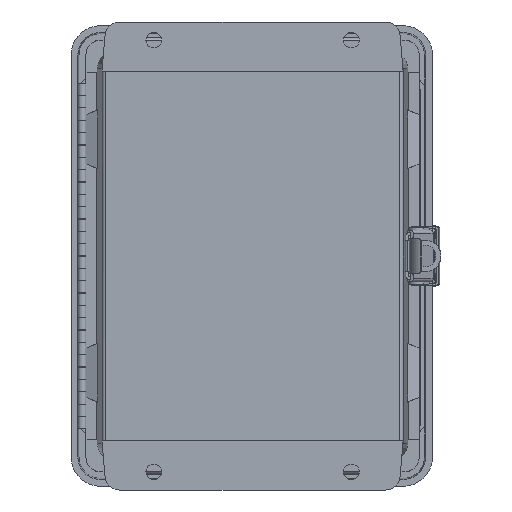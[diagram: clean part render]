
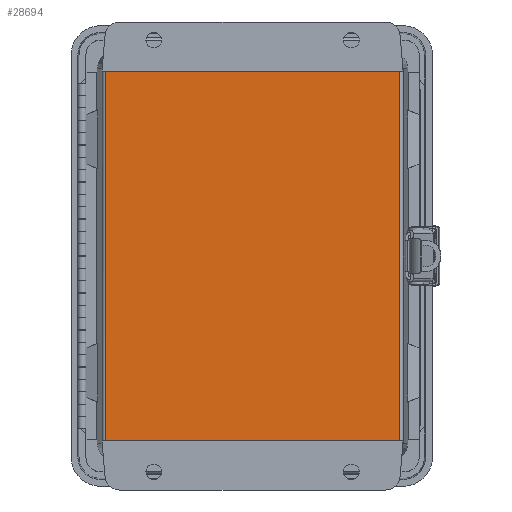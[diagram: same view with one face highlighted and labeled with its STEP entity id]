
A CAD part, front view. The second image highlights one B-rep face of the part: STEP entity #28694.
In plain terms, the highlighted planar face has unit normal (0, -1, 0).
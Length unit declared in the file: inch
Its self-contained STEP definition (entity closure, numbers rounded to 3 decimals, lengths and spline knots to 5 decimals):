
#515 = EDGE_CURVE ( 'NONE', #12529, #11561, #29567, .T. ) ;
#608 = CARTESIAN_POINT ( 'NONE',  ( -2.97931, 0., 3.74249 ) ) ;
#2631 = DIRECTION ( 'NONE',  ( 0., -1., 0. ) ) ;
#3725 = DIRECTION ( 'NONE',  ( 1., 0., 0. ) ) ;
#9964 = CARTESIAN_POINT ( 'NONE',  ( 2.97931, 0., -3.74249 ) ) ;
#10506 = FACE_OUTER_BOUND ( 'NONE', #29775, .T. ) ;
#10507 = CARTESIAN_POINT ( 'NONE',  ( -2.7975, 0., -3.798 ) ) ;
#10523 = AXIS2_PLACEMENT_3D ( 'NONE', #10507, #2631, #21052 ) ;
#11112 = CARTESIAN_POINT ( 'NONE',  ( -2.7975, 0., 3.74249 ) ) ;
#11243 = DIRECTION ( 'NONE',  ( -1., 0., 0. ) ) ;
#11561 = VERTEX_POINT ( 'NONE', #17111 ) ;
#11778 = ORIENTED_EDGE ( 'NONE', *, *, #16288, .F. ) ;
#12529 = VERTEX_POINT ( 'NONE', #9964 ) ;
#13475 = DIRECTION ( 'NONE',  ( 0., 0., 1. ) ) ;
#14340 = EDGE_CURVE ( 'NONE', #15764, #15030, #31473, .T. ) ;
#15030 = VERTEX_POINT ( 'NONE', #25366 ) ;
#15764 = VERTEX_POINT ( 'NONE', #608 ) ;
#15847 = ORIENTED_EDGE ( 'NONE', *, *, #26252, .F. ) ;
#16288 = EDGE_CURVE ( 'NONE', #15764, #11561, #27591, .T. ) ;
#17111 = CARTESIAN_POINT ( 'NONE',  ( 2.97931, 0., 3.74249 ) ) ;
#21052 = DIRECTION ( 'NONE',  ( 0., 0., -1. ) ) ;
#21245 = CARTESIAN_POINT ( 'NONE',  ( 2.97931, 0., 3.798 ) ) ;
#22570 = DIRECTION ( 'NONE',  ( 0., 0., -1. ) ) ;
#24514 = VECTOR ( 'NONE', #22570, 39.37008 ) ;
#24924 = ORIENTED_EDGE ( 'NONE', *, *, #14340, .T. ) ;
#25366 = CARTESIAN_POINT ( 'NONE',  ( -2.97931, 0., -3.74249 ) ) ;
#26252 = EDGE_CURVE ( 'NONE', #12529, #15030, #32051, .T. ) ;
#27591 = LINE ( 'NONE', #11112, #33770 ) ;
#28423 = ORIENTED_EDGE ( 'NONE', *, *, #515, .T. ) ;
#28694 = ADVANCED_FACE ( 'NONE', ( #10506 ), #28831, .T. ) ;
#28751 = VECTOR ( 'NONE', #13475, 39.37008 ) ;
#28831 = PLANE ( 'NONE',  #10523 ) ;
#29567 = LINE ( 'NONE', #21245, #28751 ) ;
#29568 = CARTESIAN_POINT ( 'NONE',  ( -2.7975, 0., -3.74249 ) ) ;
#29775 = EDGE_LOOP ( 'NONE', ( #11778, #24924, #15847, #28423 ) ) ;
#31473 = LINE ( 'NONE', #33019, #24514 ) ;
#32051 = LINE ( 'NONE', #29568, #32872 ) ;
#32872 = VECTOR ( 'NONE', #11243, 39.37008 ) ;
#33019 = CARTESIAN_POINT ( 'NONE',  ( -2.97931, 0., -3.798 ) ) ;
#33770 = VECTOR ( 'NONE', #3725, 39.37008 ) ;
